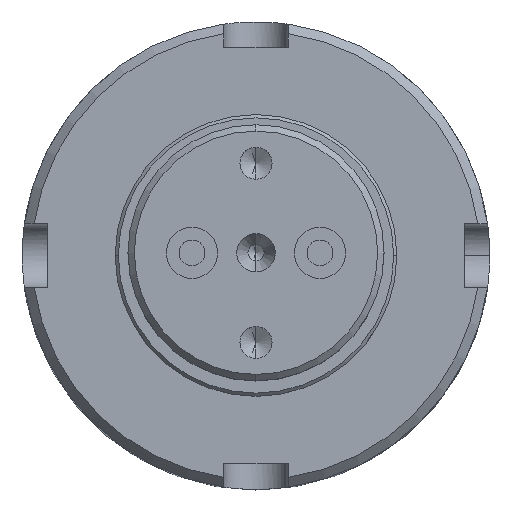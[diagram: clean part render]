
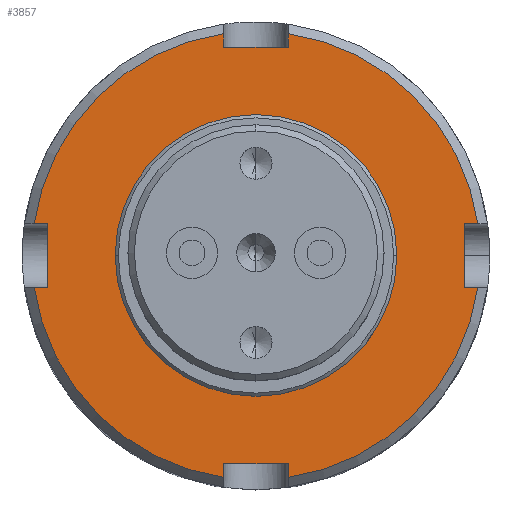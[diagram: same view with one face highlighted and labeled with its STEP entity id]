
A CAD part, top view. The second image highlights one B-rep face of the part: STEP entity #3857.
In plain terms, the highlighted planar face has unit normal (0, 0, 1).
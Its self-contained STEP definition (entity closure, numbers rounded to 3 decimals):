
#154 = AXIS2_PLACEMENT_3D ( 'NONE', #3322, #3327, #3328 ) ;
#385 = CARTESIAN_POINT ( 'NONE',  ( -22., 0., 72. ) ) ;
#420 = DIRECTION ( 'NONE',  ( -1., 0., 0. ) ) ;
#422 = DIRECTION ( 'NONE',  ( 0., 0., -1. ) ) ;
#453 = CARTESIAN_POINT ( 'NONE',  ( 0., 0., 72. ) ) ;
#482 = CARTESIAN_POINT ( 'NONE',  ( 0., 0., 72. ) ) ;
#485 = DIRECTION ( 'NONE',  ( 0., 0., -1. ) ) ;
#486 = DIRECTION ( 'NONE',  ( -1., 0., 0. ) ) ;
#494 = CARTESIAN_POINT ( 'NONE',  ( 0., 32.5, 72. ) ) ;
#498 = DIRECTION ( 'NONE',  ( -1., 0., 0. ) ) ;
#562 = DIRECTION ( 'NONE',  ( 1., 0., 0. ) ) ;
#563 = DIRECTION ( 'NONE',  ( 0., 0., 1. ) ) ;
#564 = CARTESIAN_POINT ( 'NONE',  ( 0., 0., 72. ) ) ;
#567 = DIRECTION ( 'NONE',  ( -1., 0., 0. ) ) ;
#568 = CARTESIAN_POINT ( 'NONE',  ( 0., 5., 72. ) ) ;
#569 = DIRECTION ( 'NONE',  ( 0., -1., 0. ) ) ;
#570 = CARTESIAN_POINT ( 'NONE',  ( -32.5, 0., 72. ) ) ;
#571 = DIRECTION ( 'NONE',  ( 1., 0., 0. ) ) ;
#572 = DIRECTION ( 'NONE',  ( 0., 0., 1. ) ) ;
#574 = CARTESIAN_POINT ( 'NONE',  ( 0., 0., 72. ) ) ;
#575 = DIRECTION ( 'NONE',  ( 0., -1., 0. ) ) ;
#576 = CARTESIAN_POINT ( 'NONE',  ( -5., 0., 72. ) ) ;
#577 = DIRECTION ( 'NONE',  ( 0., -1., 0. ) ) ;
#578 = CARTESIAN_POINT ( 'NONE',  ( 0., -5., 72. ) ) ;
#579 = CARTESIAN_POINT ( 'NONE',  ( -5., 0., 72. ) ) ;
#583 = DIRECTION ( 'NONE',  ( 1., 0., 0. ) ) ;
#587 = DIRECTION ( 'NONE',  ( 1., 0., 0. ) ) ;
#591 = CARTESIAN_POINT ( 'NONE',  ( 0., -5., 72. ) ) ;
#595 = CARTESIAN_POINT ( 'NONE',  ( 5., 0., 72. ) ) ;
#607 = CARTESIAN_POINT ( 'NONE',  ( 32.5, 0., 72. ) ) ;
#611 = DIRECTION ( 'NONE',  ( 0., 1., 0. ) ) ;
#612 = CARTESIAN_POINT ( 'NONE',  ( 0., 0., 72. ) ) ;
#613 = DIRECTION ( 'NONE',  ( 0., 0., 1. ) ) ;
#614 = DIRECTION ( 'NONE',  ( 1., 0., 0. ) ) ;
#616 = DIRECTION ( 'NONE',  ( 1., 0., 0. ) ) ;
#624 = DIRECTION ( 'NONE',  ( 0., 1., 0. ) ) ;
#643 = CARTESIAN_POINT ( 'NONE',  ( 0., -32.5, 72. ) ) ;
#706 = EDGE_CURVE ( 'NONE', #2783, #2796, #2505, .T. ) ;
#721 = EDGE_CURVE ( 'NONE', #2817, #2459, #2731, .T. ) ;
#724 = EDGE_CURVE ( 'NONE', #2817, #2796, #2728, .T. ) ;
#751 = EDGE_CURVE ( 'NONE', #1732, #1159, #2701, .T. ) ;
#772 = EDGE_CURVE ( 'NONE', #2783, #2397, #2680, .T. ) ;
#791 = EDGE_CURVE ( 'NONE', #1159, #1732, #2655, .T. ) ;
#837 = EDGE_CURVE ( 'NONE', #2451, #2430, #2588, .T. ) ;
#845 = EDGE_CURVE ( 'NONE', #2440, #2430, #2575, .T. ) ;
#847 = EDGE_CURVE ( 'NONE', #2451, #2459, #2572, .T. ) ;
#856 = EDGE_CURVE ( 'NONE', #2440, #2452, #2577, .T. ) ;
#858 = EDGE_CURVE ( 'NONE', #2828, #2452, #2558, .T. ) ;
#859 = EDGE_CURVE ( 'NONE', #2828, #2447, #2551, .T. ) ;
#860 = EDGE_CURVE ( 'NONE', #2789, #2447, #2556, .T. ) ;
#861 = EDGE_CURVE ( 'NONE', #2789, #2437, #2548, .T. ) ;
#862 = EDGE_CURVE ( 'NONE', #2457, #2437, #2546, .T. ) ;
#863 = EDGE_CURVE ( 'NONE', #2457, #2453, #2547, .T. ) ;
#864 = EDGE_CURVE ( 'NONE', #2456, #2453, #2544, .T. ) ;
#865 = EDGE_CURVE ( 'NONE', #2456, #2397, #2542, .T. ) ;
#967 = DIRECTION ( 'NONE',  ( 0., 1., 0. ) ) ;
#985 = CARTESIAN_POINT ( 'NONE',  ( 5., 0., 72. ) ) ;
#1159 = VERTEX_POINT ( 'NONE', #385 ) ;
#1732 = VERTEX_POINT ( 'NONE', #4343 ) ;
#1758 = EDGE_LOOP ( 'NONE', ( #2781, #2514, #2842, #2326, #2317, #2318, #2335, #2334, #2339, #2340, #2337, #2338, #2345, #2336, #2343, #2344 ) ) ;
#1764 = EDGE_LOOP ( 'NONE', ( #2341, #2342 ) ) ;
#2111 = FACE_BOUND ( 'NONE', #1764, .T. ) ;
#2117 = FACE_OUTER_BOUND ( 'NONE', #1758, .T. ) ;
#2317 = ORIENTED_EDGE ( 'NONE', *, *, #865, .F. ) ;
#2318 = ORIENTED_EDGE ( 'NONE', *, *, #864, .T. ) ;
#2326 = ORIENTED_EDGE ( 'NONE', *, *, #772, .T. ) ;
#2334 = ORIENTED_EDGE ( 'NONE', *, *, #862, .T. ) ;
#2335 = ORIENTED_EDGE ( 'NONE', *, *, #863, .F. ) ;
#2336 = ORIENTED_EDGE ( 'NONE', *, *, #845, .T. ) ;
#2337 = ORIENTED_EDGE ( 'NONE', *, *, #859, .F. ) ;
#2338 = ORIENTED_EDGE ( 'NONE', *, *, #858, .T. ) ;
#2339 = ORIENTED_EDGE ( 'NONE', *, *, #861, .F. ) ;
#2340 = ORIENTED_EDGE ( 'NONE', *, *, #860, .T. ) ;
#2341 = ORIENTED_EDGE ( 'NONE', *, *, #791, .T. ) ;
#2342 = ORIENTED_EDGE ( 'NONE', *, *, #751, .T. ) ;
#2343 = ORIENTED_EDGE ( 'NONE', *, *, #837, .F. ) ;
#2344 = ORIENTED_EDGE ( 'NONE', *, *, #847, .T. ) ;
#2345 = ORIENTED_EDGE ( 'NONE', *, *, #856, .F. ) ;
#2397 = VERTEX_POINT ( 'NONE', #4347 ) ;
#2430 = VERTEX_POINT ( 'NONE', #4275 ) ;
#2437 = VERTEX_POINT ( 'NONE', #4242 ) ;
#2440 = VERTEX_POINT ( 'NONE', #4245 ) ;
#2447 = VERTEX_POINT ( 'NONE', #4267 ) ;
#2451 = VERTEX_POINT ( 'NONE', #4264 ) ;
#2452 = VERTEX_POINT ( 'NONE', #4247 ) ;
#2453 = VERTEX_POINT ( 'NONE', #4253 ) ;
#2456 = VERTEX_POINT ( 'NONE', #4250 ) ;
#2457 = VERTEX_POINT ( 'NONE', #4252 ) ;
#2459 = VERTEX_POINT ( 'NONE', #4258 ) ;
#2505 = LINE ( 'NONE', #985, #2744 ) ;
#2514 = ORIENTED_EDGE ( 'NONE', *, *, #724, .T. ) ;
#2532 = VECTOR ( 'NONE', #577, 1000. ) ;
#2536 = VECTOR ( 'NONE', #583, 1000. ) ;
#2537 = VECTOR ( 'NONE', #569, 1000. ) ;
#2542 = LINE ( 'NONE', #576, #2549 ) ;
#2543 = VECTOR ( 'NONE', #567, 1000. ) ;
#2544 = CIRCLE ( 'NONE', #4479, 35. ) ;
#2546 = LINE ( 'NONE', #570, #2537 ) ;
#2547 = LINE ( 'NONE', #568, #2543 ) ;
#2548 = LINE ( 'NONE', #578, #2536 ) ;
#2549 = VECTOR ( 'NONE', #575, 1000. ) ;
#2551 = LINE ( 'NONE', #579, #2532 ) ;
#2553 = VECTOR ( 'NONE', #616, 1000. ) ;
#2555 = VECTOR ( 'NONE', #624, 1000. ) ;
#2556 = CIRCLE ( 'NONE', #4480, 35. ) ;
#2558 = LINE ( 'NONE', #643, #2553 ) ;
#2570 = VECTOR ( 'NONE', #611, 1000. ) ;
#2572 = LINE ( 'NONE', #607, #2570 ) ;
#2575 = CIRCLE ( 'NONE', #4531, 35. ) ;
#2577 = LINE ( 'NONE', #595, #2555 ) ;
#2584 = VECTOR ( 'NONE', #587, 1000. ) ;
#2588 = LINE ( 'NONE', #591, #2584 ) ;
#2655 = CIRCLE ( 'NONE', #4429, 22. ) ;
#2675 = VECTOR ( 'NONE', #498, 1000. ) ;
#2680 = LINE ( 'NONE', #494, #2675 ) ;
#2701 = CIRCLE ( 'NONE', #4405, 22. ) ;
#2728 = CIRCLE ( 'NONE', #4444, 35. ) ;
#2729 = VECTOR ( 'NONE', #2968, 1000. ) ;
#2731 = LINE ( 'NONE', #3043, #2729 ) ;
#2744 = VECTOR ( 'NONE', #967, 1000. ) ;
#2781 = ORIENTED_EDGE ( 'NONE', *, *, #721, .F. ) ;
#2783 = VERTEX_POINT ( 'NONE', #3072 ) ;
#2789 = VERTEX_POINT ( 'NONE', #3079 ) ;
#2796 = VERTEX_POINT ( 'NONE', #3085 ) ;
#2817 = VERTEX_POINT ( 'NONE', #3093 ) ;
#2828 = VERTEX_POINT ( 'NONE', #3112 ) ;
#2842 = ORIENTED_EDGE ( 'NONE', *, *, #706, .F. ) ;
#2968 = DIRECTION ( 'NONE',  ( -1., 0., 0. ) ) ;
#3004 = CARTESIAN_POINT ( 'NONE',  ( 0., 0., 72. ) ) ;
#3005 = DIRECTION ( 'NONE',  ( 0., 0., 1. ) ) ;
#3006 = DIRECTION ( 'NONE',  ( 1., 0., 0. ) ) ;
#3043 = CARTESIAN_POINT ( 'NONE',  ( 0., 5., 72. ) ) ;
#3072 = CARTESIAN_POINT ( 'NONE',  ( 5., 32.5, 72. ) ) ;
#3079 = CARTESIAN_POINT ( 'NONE',  ( -34.641, -5., 72. ) ) ;
#3085 = CARTESIAN_POINT ( 'NONE',  ( 5., 34.641, 72. ) ) ;
#3093 = CARTESIAN_POINT ( 'NONE',  ( 34.641, 5., 72. ) ) ;
#3112 = CARTESIAN_POINT ( 'NONE',  ( -5., -32.5, 72. ) ) ;
#3320 = PLANE ( 'NONE',  #154 ) ;
#3322 = CARTESIAN_POINT ( 'NONE',  ( 0., 0., 72. ) ) ;
#3327 = DIRECTION ( 'NONE',  ( 0., 0., 1. ) ) ;
#3328 = DIRECTION ( 'NONE',  ( 1., 0., 0. ) ) ;
#3857 = ADVANCED_FACE ( 'NONE', ( #2117, #2111 ), #3320, .T. ) ;
#4242 = CARTESIAN_POINT ( 'NONE',  ( -32.5, -5., 72. ) ) ;
#4245 = CARTESIAN_POINT ( 'NONE',  ( 5., -34.641, 72. ) ) ;
#4247 = CARTESIAN_POINT ( 'NONE',  ( 5., -32.5, 72. ) ) ;
#4250 = CARTESIAN_POINT ( 'NONE',  ( -5., 34.641, 72. ) ) ;
#4252 = CARTESIAN_POINT ( 'NONE',  ( -32.5, 5., 72. ) ) ;
#4253 = CARTESIAN_POINT ( 'NONE',  ( -34.641, 5., 72. ) ) ;
#4258 = CARTESIAN_POINT ( 'NONE',  ( 32.5, 5., 72. ) ) ;
#4264 = CARTESIAN_POINT ( 'NONE',  ( 32.5, -5., 72. ) ) ;
#4267 = CARTESIAN_POINT ( 'NONE',  ( -5., -34.641, 72. ) ) ;
#4275 = CARTESIAN_POINT ( 'NONE',  ( 34.641, -5., 72. ) ) ;
#4343 = CARTESIAN_POINT ( 'NONE',  ( 22., 0., 72. ) ) ;
#4347 = CARTESIAN_POINT ( 'NONE',  ( -5., 32.5, 72. ) ) ;
#4405 = AXIS2_PLACEMENT_3D ( 'NONE', #482, #485, #486 ) ;
#4429 = AXIS2_PLACEMENT_3D ( 'NONE', #453, #422, #420 ) ;
#4444 = AXIS2_PLACEMENT_3D ( 'NONE', #3004, #3005, #3006 ) ;
#4479 = AXIS2_PLACEMENT_3D ( 'NONE', #564, #563, #562 ) ;
#4480 = AXIS2_PLACEMENT_3D ( 'NONE', #574, #572, #571 ) ;
#4531 = AXIS2_PLACEMENT_3D ( 'NONE', #612, #613, #614 ) ;
